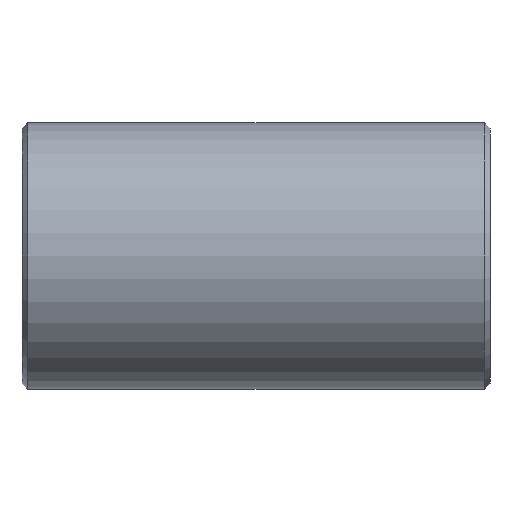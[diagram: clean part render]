
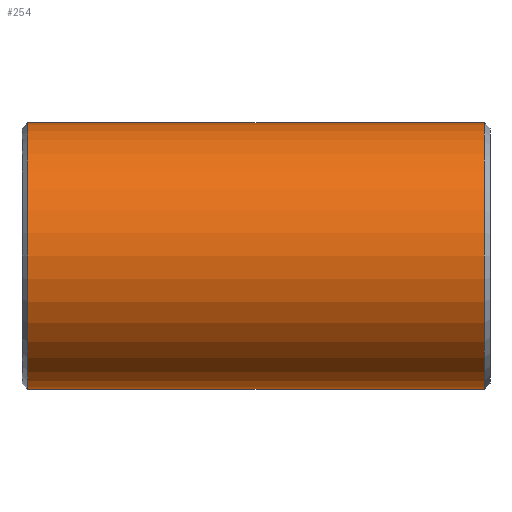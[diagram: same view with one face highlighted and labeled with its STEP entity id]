
A CAD part, front view. The second image highlights one B-rep face of the part: STEP entity #254.
In plain terms, the highlighted cylindrical face has radius 70.65 mm (diameter 141.3 mm), a partial arc.
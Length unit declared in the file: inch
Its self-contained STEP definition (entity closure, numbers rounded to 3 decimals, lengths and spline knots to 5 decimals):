
#12 = ORIENTED_EDGE ( 'NONE', *, *, #448, .T. ) ;
#17 = ORIENTED_EDGE ( 'NONE', *, *, #715, .T. ) ;
#27 = VECTOR ( 'NONE', #329, 39.37008 ) ;
#44 = EDGE_CURVE ( 'NONE', #654, #828, #98, .T. ) ;
#65 = LINE ( 'NONE', #518, #314 ) ;
#77 = DIRECTION ( 'NONE',  ( -1., 0., 0. ) ) ;
#98 = CIRCLE ( 'NONE', #422, 2.7815 ) ;
#107 = CIRCLE ( 'NONE', #804, 2.7815 ) ;
#143 = CYLINDRICAL_SURFACE ( 'NONE', #246, 2.7815 ) ;
#149 = DIRECTION ( 'NONE',  ( 0., 0., 1. ) ) ;
#198 = DIRECTION ( 'NONE',  ( 0., 0., 1. ) ) ;
#208 = CARTESIAN_POINT ( 'NONE',  ( -4.755, 0., -2.7815 ) ) ;
#211 = CARTESIAN_POINT ( 'NONE',  ( -4.755, 0., 0. ) ) ;
#229 = ORIENTED_EDGE ( 'NONE', *, *, #44, .T. ) ;
#244 = CARTESIAN_POINT ( 'NONE',  ( 4.755, 0., 2.7815 ) ) ;
#246 = AXIS2_PLACEMENT_3D ( 'NONE', #257, #662, #198 ) ;
#254 = ADVANCED_FACE ( 'NONE', ( #713 ), #143, .T. ) ;
#257 = CARTESIAN_POINT ( 'NONE',  ( 4.88, 0., 0. ) ) ;
#314 = VECTOR ( 'NONE', #455, 39.37008 ) ;
#328 = ORIENTED_EDGE ( 'NONE', *, *, #641, .F. ) ;
#329 = DIRECTION ( 'NONE',  ( -1., 0., 0. ) ) ;
#376 = EDGE_LOOP ( 'NONE', ( #328, #229, #12, #17 ) ) ;
#422 = AXIS2_PLACEMENT_3D ( 'NONE', #793, #77, #666 ) ;
#448 = EDGE_CURVE ( 'NONE', #828, #697, #65, .T. ) ;
#455 = DIRECTION ( 'NONE',  ( -1., 0., 0. ) ) ;
#469 = CARTESIAN_POINT ( 'NONE',  ( 4.755, 0., -2.7815 ) ) ;
#518 = CARTESIAN_POINT ( 'NONE',  ( 4.88, 0., 2.7815 ) ) ;
#529 = LINE ( 'NONE', #593, #27 ) ;
#532 = VERTEX_POINT ( 'NONE', #208 ) ;
#593 = CARTESIAN_POINT ( 'NONE',  ( 4.88, 0., -2.7815 ) ) ;
#641 = EDGE_CURVE ( 'NONE', #654, #532, #529, .T. ) ;
#654 = VERTEX_POINT ( 'NONE', #469 ) ;
#662 = DIRECTION ( 'NONE',  ( -1., 0., 0. ) ) ;
#666 = DIRECTION ( 'NONE',  ( 0., 0., -1. ) ) ;
#697 = VERTEX_POINT ( 'NONE', #798 ) ;
#713 = FACE_OUTER_BOUND ( 'NONE', #376, .T. ) ;
#715 = EDGE_CURVE ( 'NONE', #697, #532, #107, .T. ) ;
#731 = DIRECTION ( 'NONE',  ( 1., 0., 0. ) ) ;
#793 = CARTESIAN_POINT ( 'NONE',  ( 4.755, 0., 0. ) ) ;
#798 = CARTESIAN_POINT ( 'NONE',  ( -4.755, 0., 2.7815 ) ) ;
#804 = AXIS2_PLACEMENT_3D ( 'NONE', #211, #731, #149 ) ;
#828 = VERTEX_POINT ( 'NONE', #244 ) ;
